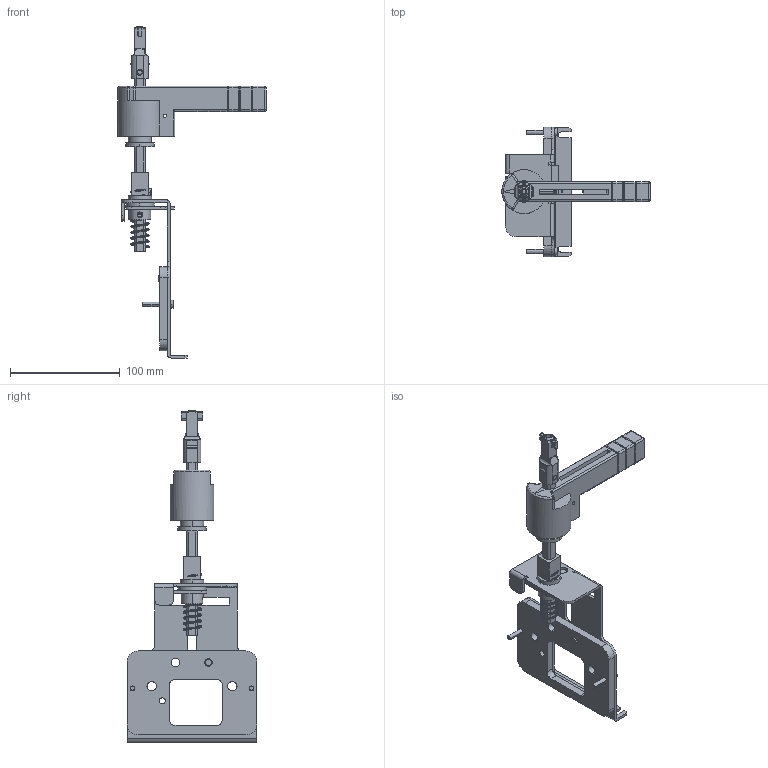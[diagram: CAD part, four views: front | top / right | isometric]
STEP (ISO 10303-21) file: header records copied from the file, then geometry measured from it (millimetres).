
FILE_DESCRIPTION (( 'STEP AP214' ), '1' );
FILE_NAME ('37297540.step', '2016-05-11T19:41:04', ( '' ), ( '' ), 'SwSTEP 2.0', 'SolidWorks 2015', '' );
FILE_SCHEMA (( 'AUTOMOTIVE_DESIGN' ));
Length unit declared in the file: inch
Products named in the file (1): 37297540
Bounding box: 135 x 118 x 302.4 mm (x, y, z)
Volume: 167268.3 mm3; surface area: 118052.9 mm2
Topology: 17 solids, 17 shells, 2093 faces, 5646 edges, 3542 vertices
Faces by surface type: bspline 990, plane 505, cylinder 477, cone 110, torus 11
Entity records: 79929 total; most frequent: CARTESIAN_POINT 29172, ORIENTED_EDGE 11124, DIRECTION 10796, EDGE_CURVE 5562, AXIS2_PLACEMENT_3D 4505, VERTEX_POINT 3542, CIRCLE 3401, EDGE_LOOP 2206
